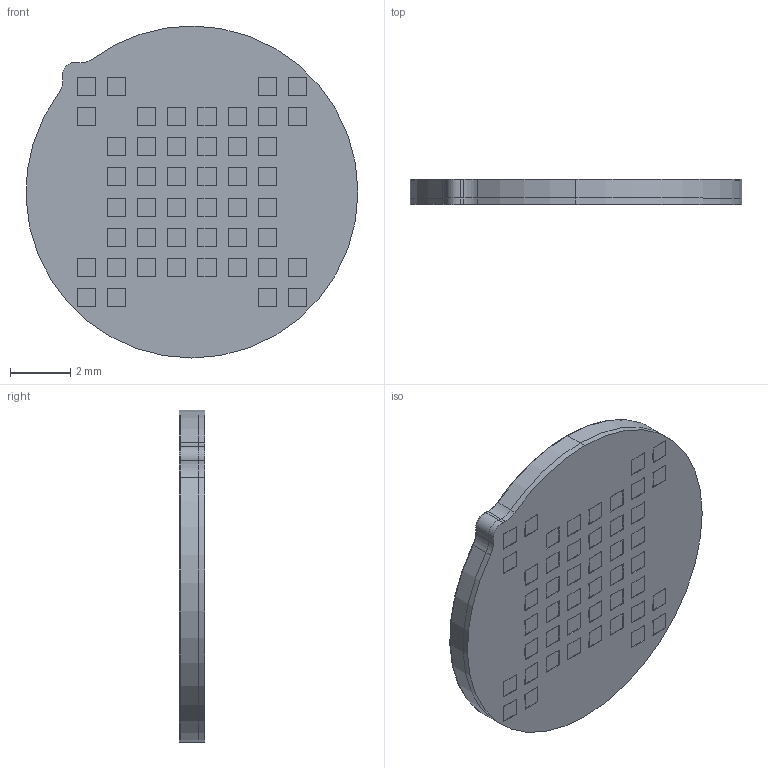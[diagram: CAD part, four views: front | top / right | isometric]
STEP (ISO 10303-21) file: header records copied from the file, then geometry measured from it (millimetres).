
FILE_DESCRIPTION(/* description */ ('STEP AP242','CAx-IF Rec.Pracs.---Representation and Presentation of Product Manufacturing Information (PMI)---4.0---2014-10-13','CAx-IF Rec.Pracs.---3D Tessellated Geometry---0.4---2014-09-14','2;1'),/* implementation_level */ '2;1');
FILE_NAME(/* name */ '6886ed68b3b0955edb959dde',/* time_stamp */ '2025-07-28T03:24:24Z',/* author */ (''),/* organization */ (''),/* preprocessor_version */ 'ST-DEVELOPER v20',/* originating_system */ 'ONSHAPE BY PTC INC, 1.201',/* authorisation */ ' ');
FILE_SCHEMA (('AP242_MANAGED_MODEL_BASED_3D_ENGINEERING_MIM_LF { 1 0 10303 442 1 1 4 }'));
Length unit declared in the file: metre
Products named in the file (3): SiP 3D
Bounding box: 10.99 x 0.83 x 11 mm (x, y, z)
Volume: 78.8 mm3; surface area: 603.2 mm2
Topology: 3 solids, 3 shells, 262 faces, 633 edges, 424 vertices
Faces by surface type: plane 241, cylinder 21
Entity records: 9445 total; most frequent: CARTESIAN_POINT 1322, ORIENTED_EDGE 1266, DIRECTION 1211, EDGE_CURVE 633, LINE 585, VECTOR 585, VERTEX_POINT 424, AXIS2_PLACEMENT_3D 313
